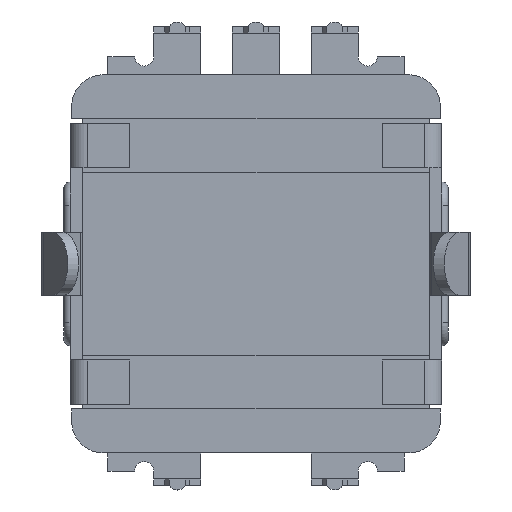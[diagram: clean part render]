
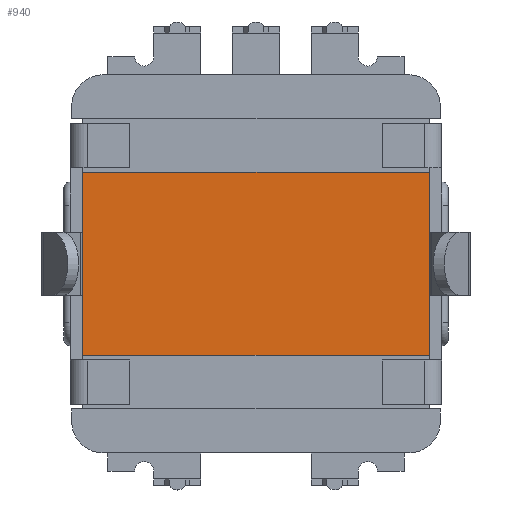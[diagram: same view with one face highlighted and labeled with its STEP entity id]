
A CAD part, front view. The second image highlights one B-rep face of the part: STEP entity #940.
In plain terms, the highlighted planar face has unit normal (0, -1, 0).
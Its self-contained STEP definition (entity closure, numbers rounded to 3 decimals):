
#271 = ORIENTED_EDGE ( 'NONE', *, *, #6728, .F. ) ;
#626 = CARTESIAN_POINT ( 'NONE',  ( -3.85, 0., 2.9 ) ) ;
#940 = ADVANCED_FACE ( 'NONE', ( #3261 ), #7419, .T. ) ;
#990 = VERTEX_POINT ( 'NONE', #7348 ) ;
#1063 = CARTESIAN_POINT ( 'NONE',  ( -5.5, 0., -2.9 ) ) ;
#1084 = ORIENTED_EDGE ( 'NONE', *, *, #1419, .F. ) ;
#1369 = VECTOR ( 'NONE', #8251, 1000. ) ;
#1419 = EDGE_CURVE ( 'NONE', #11631, #990, #1888, .T. ) ;
#1649 = DIRECTION ( 'NONE',  ( -1., 0., 0. ) ) ;
#1672 = DIRECTION ( 'NONE',  ( 1., 0., 0. ) ) ;
#1888 = LINE ( 'NONE', #626, #9294 ) ;
#2369 = VECTOR ( 'NONE', #6908, 1000. ) ;
#2889 = LINE ( 'NONE', #6323, #1369 ) ;
#3261 = FACE_OUTER_BOUND ( 'NONE', #4389, .T. ) ;
#4389 = EDGE_LOOP ( 'NONE', ( #271, #4961, #9325, #1084 ) ) ;
#4639 = CARTESIAN_POINT ( 'NONE',  ( -4.85, 0., 5. ) ) ;
#4694 = CARTESIAN_POINT ( 'NONE',  ( -5.5, 0., 2.9 ) ) ;
#4961 = ORIENTED_EDGE ( 'NONE', *, *, #7155, .T. ) ;
#5441 = VECTOR ( 'NONE', #11836, 1000. ) ;
#5603 = DIRECTION ( 'NONE',  ( 0., -1., 0. ) ) ;
#5970 = LINE ( 'NONE', #10770, #2369 ) ;
#6174 = LINE ( 'NONE', #9912, #5441 ) ;
#6323 = CARTESIAN_POINT ( 'NONE',  ( -3.85, 0., -2.9 ) ) ;
#6728 = EDGE_CURVE ( 'NONE', #9979, #11631, #6174, .T. ) ;
#6908 = DIRECTION ( 'NONE',  ( 0., 0., 1. ) ) ;
#7155 = EDGE_CURVE ( 'NONE', #9979, #12223, #2889, .T. ) ;
#7348 = CARTESIAN_POINT ( 'NONE',  ( 5.5, 0., 2.9 ) ) ;
#7419 = PLANE ( 'NONE',  #9196 ) ;
#8251 = DIRECTION ( 'NONE',  ( 1., 0., 0. ) ) ;
#9196 = AXIS2_PLACEMENT_3D ( 'NONE', #4639, #5603, #1649 ) ;
#9266 = EDGE_CURVE ( 'NONE', #12223, #990, #5970, .T. ) ;
#9294 = VECTOR ( 'NONE', #1672, 1000. ) ;
#9325 = ORIENTED_EDGE ( 'NONE', *, *, #9266, .T. ) ;
#9912 = CARTESIAN_POINT ( 'NONE',  ( -5.5, 0., 0. ) ) ;
#9979 = VERTEX_POINT ( 'NONE', #1063 ) ;
#10770 = CARTESIAN_POINT ( 'NONE',  ( 5.5, 0., 0. ) ) ;
#11631 = VERTEX_POINT ( 'NONE', #4694 ) ;
#11721 = CARTESIAN_POINT ( 'NONE',  ( 5.5, 0., -2.9 ) ) ;
#11836 = DIRECTION ( 'NONE',  ( 0., 0., 1. ) ) ;
#12223 = VERTEX_POINT ( 'NONE', #11721 ) ;
